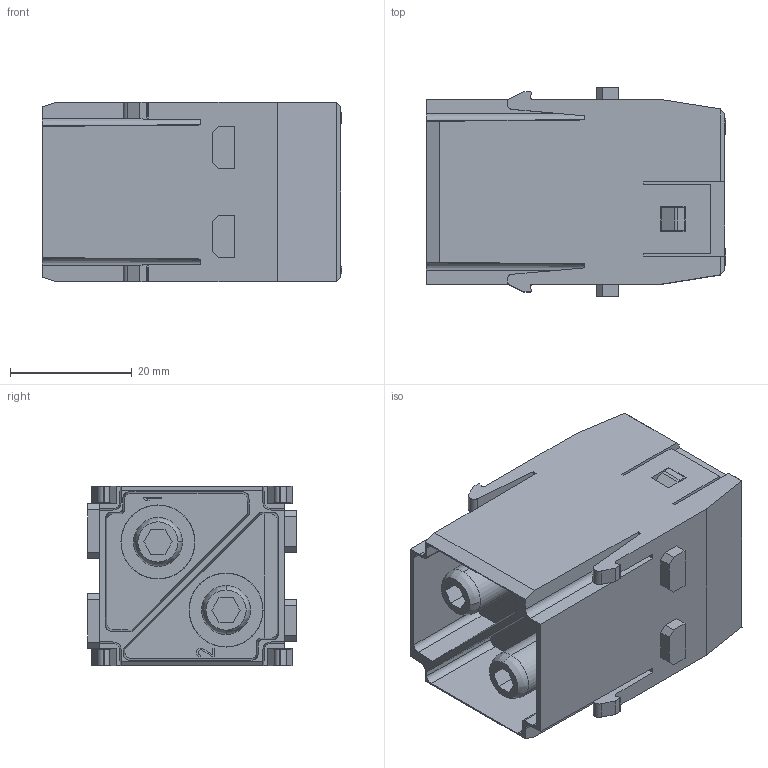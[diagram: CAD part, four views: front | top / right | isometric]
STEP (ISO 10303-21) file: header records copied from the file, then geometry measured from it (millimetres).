
FILE_DESCRIPTION(/* description */ (''),/* implementation_level */ '2;1');
FILE_NAME(/* name */ '3D_1290020110102_H2MK-002.2-M_16-35mm2__V1.0_stp.stp',/* time_stamp */ '2023-08-23T10:28:35+08:00',/* author */ (''),/* organization */ (''),/* preprocessor_version */ 'ST-DEVELOPER v18.1',/* originating_system */ 'SIEMENS PLM Software NX 1980',/* authorisation */ '');
FILE_SCHEMA (('AP203_CONFIGURATION_CONTROLLED_3D_DESIGN_OF_MECHANICAL_PARTS_AND_ASSEMBLIES_MIM_LF { 1 0 10303 403 2 1 2}'));
Length unit declared in the file: millimetre
Products named in the file (1): ylga066002DDtml5
Bounding box: 49.2 x 34.3 x 29.4 mm (x, y, z)
Volume: 25767.4 mm3; surface area: 24328.3 mm2
Topology: 1 solids, 1 shells, 511 faces, 1432 edges, 946 vertices
Faces by surface type: plane 318, cylinder 95, cone 67, torus 22, extrusion 5, bspline 4
Entity records: 17123 total; most frequent: CARTESIAN_POINT 4063, ORIENTED_EDGE 2864, DIRECTION 2521, EDGE_CURVE 1432, VERTEX_POINT 946, AXIS2_PLACEMENT_3D 861, VECTOR 799, LINE 794
